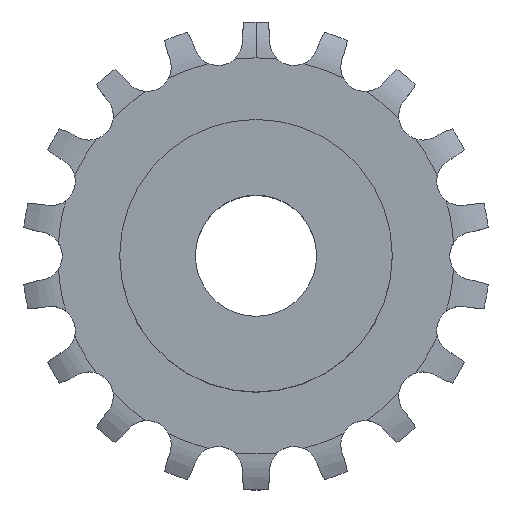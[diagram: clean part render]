
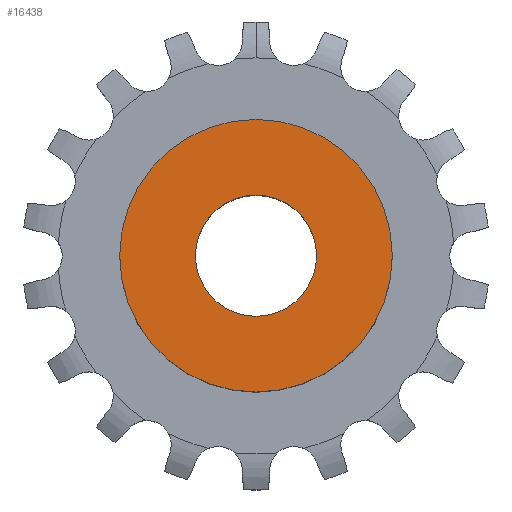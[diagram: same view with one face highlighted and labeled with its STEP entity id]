
A CAD part, top view. The second image highlights one B-rep face of the part: STEP entity #16438.
In plain terms, the highlighted planar face has unit normal (0, 0, 1).
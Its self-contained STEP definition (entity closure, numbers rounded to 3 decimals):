
#3030 = CYLINDRICAL_SURFACE('',#3031,4.);
#3031 = AXIS2_PLACEMENT_3D('',#3032,#3033,#3034);
#3032 = CARTESIAN_POINT('',(0.,0.,5000.));
#3033 = DIRECTION('',(0.,0.,1.));
#3034 = DIRECTION('',(1.,0.,-0.));
#5161 = CYLINDRICAL_SURFACE('',#5162,9.);
#5162 = AXIS2_PLACEMENT_3D('',#5163,#5164,#5165);
#5163 = CARTESIAN_POINT('',(0.,0.,0.));
#5164 = DIRECTION('',(-0.,-0.,-1.));
#5165 = DIRECTION('',(1.,0.,0.));
#13328 = EDGE_CURVE('',#13329,#13329,#13331,.T.);
#13329 = VERTEX_POINT('',#13330);
#13330 = CARTESIAN_POINT('',(4.,0.,11.85));
#13331 = SURFACE_CURVE('',#13332,(#13337,#13344),.PCURVE_S1.);
#13332 = CIRCLE('',#13333,4.);
#13333 = AXIS2_PLACEMENT_3D('',#13334,#13335,#13336);
#13334 = CARTESIAN_POINT('',(0.,0.,11.85));
#13335 = DIRECTION('',(0.,0.,1.));
#13336 = DIRECTION('',(1.,0.,-0.));
#13337 = PCURVE('',#3030,#13338);
#13338 = DEFINITIONAL_REPRESENTATION('',(#13339),#13343);
#13339 = LINE('',#13340,#13341);
#13340 = CARTESIAN_POINT('',(0.,-4988.15));
#13341 = VECTOR('',#13342,1.);
#13342 = DIRECTION('',(1.,0.));
#13343 = ( GEOMETRIC_REPRESENTATION_CONTEXT(2) 
PARAMETRIC_REPRESENTATION_CONTEXT() REPRESENTATION_CONTEXT('2D SPACE',''
  ) );
#13344 = PCURVE('',#13345,#13350);
#13345 = PLANE('',#13346);
#13346 = AXIS2_PLACEMENT_3D('',#13347,#13348,#13349);
#13347 = CARTESIAN_POINT('',(0.,0.,11.85));
#13348 = DIRECTION('',(0.,0.,1.));
#13349 = DIRECTION('',(0.,-1.,0.));
#13350 = DEFINITIONAL_REPRESENTATION('',(#13351),#13355);
#13351 = CIRCLE('',#13352,4.);
#13352 = AXIS2_PLACEMENT_2D('',#13353,#13354);
#13353 = CARTESIAN_POINT('',(0.,0.));
#13354 = DIRECTION('',(0.,1.));
#13355 = ( GEOMETRIC_REPRESENTATION_CONTEXT(2) 
PARAMETRIC_REPRESENTATION_CONTEXT() REPRESENTATION_CONTEXT('2D SPACE',''
  ) );
#15357 = VERTEX_POINT('',#15358);
#15358 = CARTESIAN_POINT('',(9.,0.,11.85));
#15379 = EDGE_CURVE('',#15357,#15357,#15380,.T.);
#15380 = SURFACE_CURVE('',#15381,(#15386,#15393),.PCURVE_S1.);
#15381 = CIRCLE('',#15382,9.);
#15382 = AXIS2_PLACEMENT_3D('',#15383,#15384,#15385);
#15383 = CARTESIAN_POINT('',(0.,0.,11.85));
#15384 = DIRECTION('',(0.,0.,1.));
#15385 = DIRECTION('',(1.,0.,0.));
#15386 = PCURVE('',#5161,#15387);
#15387 = DEFINITIONAL_REPRESENTATION('',(#15388),#15392);
#15388 = LINE('',#15389,#15390);
#15389 = CARTESIAN_POINT('',(-0.,-11.85));
#15390 = VECTOR('',#15391,1.);
#15391 = DIRECTION('',(-1.,0.));
#15392 = ( GEOMETRIC_REPRESENTATION_CONTEXT(2) 
PARAMETRIC_REPRESENTATION_CONTEXT() REPRESENTATION_CONTEXT('2D SPACE',''
  ) );
#15393 = PCURVE('',#13345,#15394);
#15394 = DEFINITIONAL_REPRESENTATION('',(#15395),#15399);
#15395 = CIRCLE('',#15396,9.);
#15396 = AXIS2_PLACEMENT_2D('',#15397,#15398);
#15397 = CARTESIAN_POINT('',(0.,0.));
#15398 = DIRECTION('',(0.,1.));
#15399 = ( GEOMETRIC_REPRESENTATION_CONTEXT(2) 
PARAMETRIC_REPRESENTATION_CONTEXT() REPRESENTATION_CONTEXT('2D SPACE',''
  ) );
#16438 = ADVANCED_FACE('',(#16439,#16442),#13345,.T.);
#16439 = FACE_BOUND('',#16440,.T.);
#16440 = EDGE_LOOP('',(#16441));
#16441 = ORIENTED_EDGE('',*,*,#15379,.T.);
#16442 = FACE_BOUND('',#16443,.T.);
#16443 = EDGE_LOOP('',(#16444));
#16444 = ORIENTED_EDGE('',*,*,#13328,.F.);
